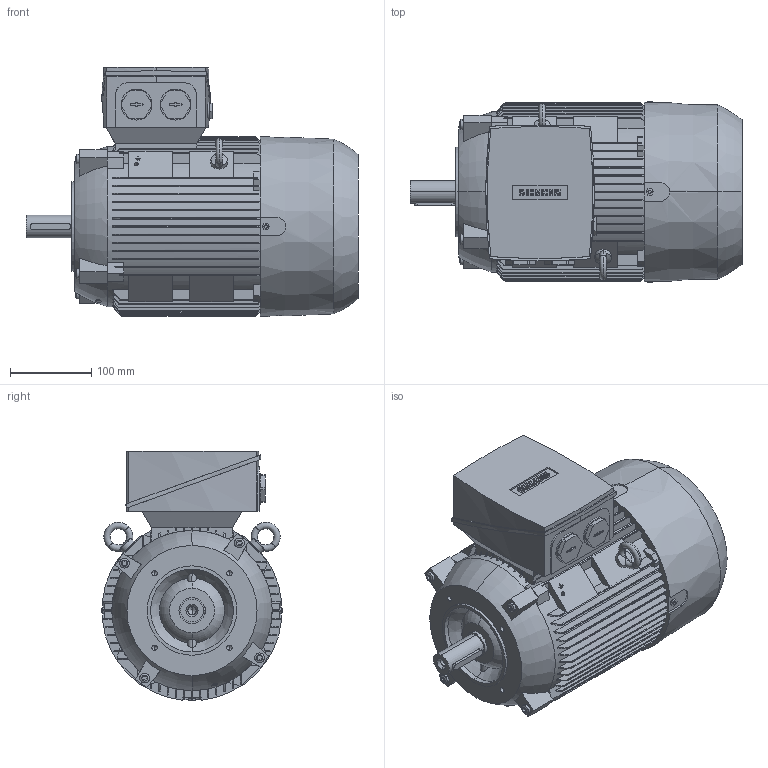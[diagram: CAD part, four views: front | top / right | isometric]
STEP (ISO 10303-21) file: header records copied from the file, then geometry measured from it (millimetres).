
FILE_DESCRIPTION(('STEP AP214'),'1');
FILE_NAME('cctmp_7E077525-19DC-4DEC-9C80-41E893CBBADA_2023_06_26_14_56_07_0710..stp','2023-06-26T12:56:08',('SIEMENS A&D'),('CADClick - www.CADClick.com'),'Spatial InterOp 3D',' ','unknown authorization');
FILE_SCHEMA(('AUTOMOTIVE_DESIGN'));
Length unit declared in the file: millimetre
Products named in the file (1): 2023_06_26_14_56_07_0694
Bounding box: 408.5 x 222 x 307 mm (x, y, z)
Volume: 13289360.6 mm3; surface area: 586072.9 mm2
Topology: 1 solids, 1 shells, 951 faces, 2600 edges, 1703 vertices
Faces by surface type: plane 557, cylinder 226, torus 126, cone 38, sphere 4
Entity records: 44468 total; most frequent: CARTESIAN_POINT 13285, ORIENTED_EDGE 5180, DIRECTION 4536, EDGE_CURVE 2590, VERTEX_POINT 1703, LINE 1552, VECTOR 1552, AXIS2_PLACEMENT_3D 1492
